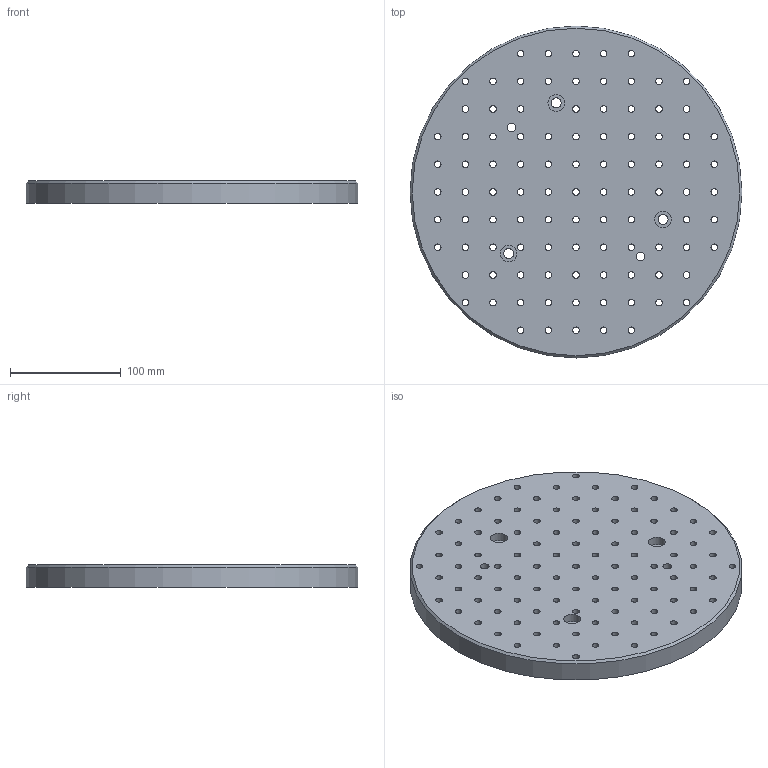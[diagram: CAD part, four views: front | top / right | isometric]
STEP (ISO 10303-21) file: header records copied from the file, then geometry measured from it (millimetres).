
FILE_DESCRIPTION(/* description */ (''),/* implementation_level */ '2;1');
FILE_NAME(/* name */ 'Plateau_300.stp',/* time_stamp */ '2017-07-26T14:40:40+02:00',/* author */ ('jfedczyszyn'),/* organization */ (''),/* preprocessor_version */ 'ST-DEVELOPER v16.1',/* originating_system */ 'Autodesk Inventor 2016',/* authorisation */ '');
FILE_SCHEMA (('AUTOMOTIVE_DESIGN { 1 0 10303 214 3 1 1 }'));
Length unit declared in the file: millimetre
Products named in the file (1): Plateau_300
Bounding box: 300 x 300 x 20 mm (x, y, z)
Volume: 1347314.9 mm3; surface area: 193407 mm2
Topology: 1 solids, 1 shells, 114 faces, 326 edges, 217 vertices
Faces by surface type: cylinder 108, plane 5, cone 1
Full cylindrical faces by diameter (mm): 6 x99, 8 x2, 9 x3, 15 x3, 300 x1
Entity records: 3754 total; most frequent: DIRECTION 664, CARTESIAN_POINT 549, EDGE_LOOP 434, ORIENTED_EDGE 434, AXIS2_PLACEMENT_3D 332, FACE_BOUND 320, CIRCLE 217, VERTEX_POINT 217
